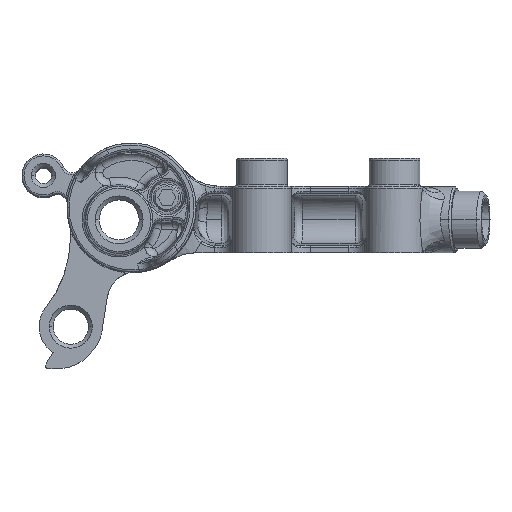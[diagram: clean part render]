
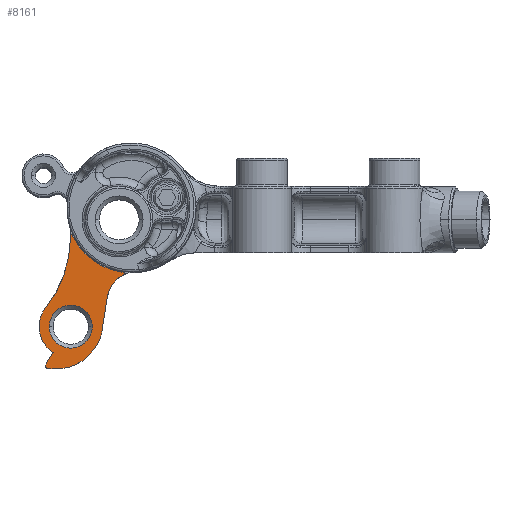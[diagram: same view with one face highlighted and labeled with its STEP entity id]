
A CAD part, top view. The second image highlights one B-rep face of the part: STEP entity #8161.
In plain terms, the highlighted face is planar.
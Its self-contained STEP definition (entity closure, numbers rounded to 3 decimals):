
#149 = LINE ( 'NONE', #34741, #7956 ) ;
#334 = DIRECTION ( 'NONE',  ( 0.541, -0.841, 0. ) ) ;
#713 = ORIENTED_EDGE ( 'NONE', *, *, #2681, .T. ) ;
#727 = DIRECTION ( 'NONE',  ( -1., 0., 0. ) ) ;
#848 = DIRECTION ( 'NONE',  ( 0., 0., -1. ) ) ;
#1290 = CIRCLE ( 'NONE', #9129, 0.25 ) ;
#1328 = CARTESIAN_POINT ( 'NONE',  ( 15.572, -30.502, 8.5 ) ) ;
#1430 = VERTEX_POINT ( 'NONE', #26524 ) ;
#1674 = ORIENTED_EDGE ( 'NONE', *, *, #8334, .T. ) ;
#2057 = DIRECTION ( 'NONE',  ( -1., 0., 0. ) ) ;
#2147 = ORIENTED_EDGE ( 'NONE', *, *, #7599, .T. ) ;
#2631 = DIRECTION ( 'NONE',  ( -1., 0., 0. ) ) ;
#2654 = CIRCLE ( 'NONE', #29686, 0.25 ) ;
#2664 = CARTESIAN_POINT ( 'NONE',  ( 21.742, -41.084, 8.5 ) ) ;
#2681 = EDGE_CURVE ( 'NONE', #7848, #35951, #28692, .T. ) ;
#2766 = VERTEX_POINT ( 'NONE', #2664 ) ;
#2983 = CARTESIAN_POINT ( 'NONE',  ( 15.645, -7.214, 8.5 ) ) ;
#2985 = CIRCLE ( 'NONE', #25449, 8.067 ) ;
#4293 = DIRECTION ( 'NONE',  ( -1., 0., 0. ) ) ;
#4548 = CARTESIAN_POINT ( 'NONE',  ( 7.872, -32.907, 8.5 ) ) ;
#5477 = CARTESIAN_POINT ( 'NONE',  ( 45.893, -7.486, 8.5 ) ) ;
#6357 = CARTESIAN_POINT ( 'NONE',  ( 21.65, -40.592, 8.5 ) ) ;
#6404 = CARTESIAN_POINT ( 'NONE',  ( 1.905, -16.641, 8.5 ) ) ;
#6463 = DIRECTION ( 'NONE',  ( -0.156, 0.988, 0. ) ) ;
#7038 = CIRCLE ( 'NONE', #17892, 30.25 ) ;
#7067 = FACE_OUTER_BOUND ( 'NONE', #19831, .T. ) ;
#7112 = EDGE_CURVE ( 'NONE', #18040, #26924, #2985, .T. ) ;
#7599 = EDGE_CURVE ( 'NONE', #33776, #10076, #31267, .T. ) ;
#7848 = VERTEX_POINT ( 'NONE', #6404 ) ;
#7897 = CARTESIAN_POINT ( 'NONE',  ( 21.65, -40.592, 8.5 ) ) ;
#7956 = VECTOR ( 'NONE', #334, 1000. ) ;
#8161 = ADVANCED_FACE ( 'NONE', ( #7067, #36561 ), #13891, .T. ) ;
#8243 = CARTESIAN_POINT ( 'NONE',  ( 15.395, -7.211, 8.5 ) ) ;
#8334 = EDGE_CURVE ( 'NONE', #31883, #2766, #20541, .T. ) ;
#8406 = DIRECTION ( 'NONE',  ( -1., 0., 0. ) ) ;
#8575 = ORIENTED_EDGE ( 'NONE', *, *, #20802, .T. ) ;
#8646 = VERTEX_POINT ( 'NONE', #2983 ) ;
#8945 = ORIENTED_EDGE ( 'NONE', *, *, #15109, .T. ) ;
#9129 = AXIS2_PLACEMENT_3D ( 'NONE', #18189, #848, #21045 ) ;
#9288 = DIRECTION ( 'NONE',  ( -1., 0., 0. ) ) ;
#10076 = VERTEX_POINT ( 'NONE', #10616 ) ;
#10326 = ORIENTED_EDGE ( 'NONE', *, *, #21126, .T. ) ;
#10616 = CARTESIAN_POINT ( 'NONE',  ( 6.188, -22.799, 8.5 ) ) ;
#10941 = CIRCLE ( 'NONE', #25410, 12. ) ;
#11174 = DIRECTION ( 'NONE',  ( -1., 0., 0. ) ) ;
#11186 = CARTESIAN_POINT ( 'NONE',  ( -1.22, -23.969, 8.5 ) ) ;
#12013 = CARTESIAN_POINT ( 'NONE',  ( 21.998, -25.624, 8.5 ) ) ;
#12459 = CARTESIAN_POINT ( 'NONE',  ( 15.168, -7.105, 8.5 ) ) ;
#12819 = EDGE_CURVE ( 'NONE', #1430, #8646, #17444, .T. ) ;
#13343 = DIRECTION ( 'NONE',  ( 0., 0., 1. ) ) ;
#13640 = AXIS2_PLACEMENT_3D ( 'NONE', #30348, #13343, #33235 ) ;
#13891 = PLANE ( 'NONE',  #21422 ) ;
#14128 = DIRECTION ( 'NONE',  ( -1., 0., 0. ) ) ;
#15109 = EDGE_CURVE ( 'NONE', #31850, #34184, #24445, .T. ) ;
#15745 = ORIENTED_EDGE ( 'NONE', *, *, #34158, .F. ) ;
#16140 = CARTESIAN_POINT ( 'NONE',  ( 15.395, -7.211, 8.5 ) ) ;
#16741 = DIRECTION ( 'NONE',  ( 0., 0., -1. ) ) ;
#16980 = CARTESIAN_POINT ( 'NONE',  ( 44.661, -7.503, 8.5 ) ) ;
#17213 = CARTESIAN_POINT ( 'NONE',  ( 10.072, -30.502, 8.5 ) ) ;
#17230 = CARTESIAN_POINT ( 'NONE',  ( 20.063, -37.204, 8.5 ) ) ;
#17374 = CARTESIAN_POINT ( 'NONE',  ( 21.072, -30.502, 8.5 ) ) ;
#17444 = CIRCLE ( 'NONE', #26149, 0.25 ) ;
#17597 = AXIS2_PLACEMENT_3D ( 'NONE', #11186, #31141, #14128 ) ;
#17624 = CIRCLE ( 'NONE', #31682, 29.018 ) ;
#17892 = AXIS2_PLACEMENT_3D ( 'NONE', #5477, #25509, #8406 ) ;
#18040 = VERTEX_POINT ( 'NONE', #12013 ) ;
#18079 = DIRECTION ( 'NONE',  ( 0., 0., -1. ) ) ;
#18189 = CARTESIAN_POINT ( 'NONE',  ( 1.934, -16.89, 8.5 ) ) ;
#18764 = CARTESIAN_POINT ( 'NONE',  ( 15.646, -7.893, 8.5 ) ) ;
#18976 = DIRECTION ( 'NONE',  ( -1., 0., 0. ) ) ;
#19374 = DIRECTION ( 'NONE',  ( 0., 0., 1. ) ) ;
#19757 = ORIENTED_EDGE ( 'NONE', *, *, #23670, .T. ) ;
#19821 = DIRECTION ( 'NONE',  ( -1., 0., 0. ) ) ;
#19822 = DIRECTION ( 'NONE',  ( -1., 0., 0. ) ) ;
#19831 = EDGE_LOOP ( 'NONE', ( #713, #10326, #20629, #15745, #25057, #26832, #21953, #1674, #19757, #36690, #2147, #21105, #8575 ) ) ;
#19913 = DIRECTION ( 'NONE',  ( 0., 0., -1. ) ) ;
#19946 = DIRECTION ( 'NONE',  ( 0., 0., 1. ) ) ;
#20066 = CARTESIAN_POINT ( 'NONE',  ( 0., 0., 8.5 ) ) ;
#20119 = VERTEX_POINT ( 'NONE', #18764 ) ;
#20213 = CARTESIAN_POINT ( 'NONE',  ( 7.604, -31.761, 8.5 ) ) ;
#20541 = CIRCLE ( 'NONE', #29060, 0.5 ) ;
#20556 = CIRCLE ( 'NONE', #24322, 5.5 ) ;
#20629 = ORIENTED_EDGE ( 'NONE', *, *, #12819, .T. ) ;
#20802 = EDGE_CURVE ( 'NONE', #24583, #7848, #1290, .T. ) ;
#20834 = CIRCLE ( 'NONE', #33931, 8.067 ) ;
#21045 = DIRECTION ( 'NONE',  ( -1., 0., 0. ) ) ;
#21105 = ORIENTED_EDGE ( 'NONE', *, *, #24848, .T. ) ;
#21126 = EDGE_CURVE ( 'NONE', #35951, #1430, #2654, .T. ) ;
#21422 = AXIS2_PLACEMENT_3D ( 'NONE', #7897, #16741, #36623 ) ;
#21500 = DIRECTION ( 'NONE',  ( 0., 0., -1. ) ) ;
#21655 = VERTEX_POINT ( 'NONE', #4548 ) ;
#21953 = ORIENTED_EDGE ( 'NONE', *, *, #30105, .T. ) ;
#23308 = CARTESIAN_POINT ( 'NONE',  ( 22.071, -40.321, 8.5 ) ) ;
#23670 = EDGE_CURVE ( 'NONE', #2766, #21655, #10941, .T. ) ;
#24322 = AXIS2_PLACEMENT_3D ( 'NONE', #36415, #19374, #2057 ) ;
#24445 = CIRCLE ( 'NONE', #13640, 5.5 ) ;
#24581 = EDGE_CURVE ( 'NONE', #18040, #20119, #17624, .T. ) ;
#24583 = VERTEX_POINT ( 'NONE', #36381 ) ;
#24848 = EDGE_CURVE ( 'NONE', #10076, #24583, #36759, .T. ) ;
#25057 = ORIENTED_EDGE ( 'NONE', *, *, #24581, .F. ) ;
#25410 = AXIS2_PLACEMENT_3D ( 'NONE', #36965, #19913, #2631 ) ;
#25449 = AXIS2_PLACEMENT_3D ( 'NONE', #35119, #18079, #727 ) ;
#25509 = DIRECTION ( 'NONE',  ( 0., 0., -1. ) ) ;
#25616 = AXIS2_PLACEMENT_3D ( 'NONE', #20066, #19946, #19821 ) ;
#26149 = AXIS2_PLACEMENT_3D ( 'NONE', #16140, #36017, #18976 ) ;
#26378 = DIRECTION ( 'NONE',  ( 0., 0., -1. ) ) ;
#26524 = CARTESIAN_POINT ( 'NONE',  ( 15.645, -7.211, 8.5 ) ) ;
#26832 = ORIENTED_EDGE ( 'NONE', *, *, #7112, .T. ) ;
#26924 = VERTEX_POINT ( 'NONE', #17230 ) ;
#28220 = DIRECTION ( 'NONE',  ( 0., 0., -1. ) ) ;
#28692 = CIRCLE ( 'NONE', #25616, 16.75 ) ;
#29060 = AXIS2_PLACEMENT_3D ( 'NONE', #6357, #26378, #9288 ) ;
#29352 = EDGE_CURVE ( 'NONE', #34184, #31850, #20556, .T. ) ;
#29686 = AXIS2_PLACEMENT_3D ( 'NONE', #8243, #28220, #11174 ) ;
#30105 = EDGE_CURVE ( 'NONE', #26924, #31883, #149, .T. ) ;
#30348 = CARTESIAN_POINT ( 'NONE',  ( 15.572, -30.502, 8.5 ) ) ;
#31141 = DIRECTION ( 'NONE',  ( 0., 0., 1. ) ) ;
#31267 = LINE ( 'NONE', #32383, #33052 ) ;
#31466 = ORIENTED_EDGE ( 'NONE', *, *, #29352, .T. ) ;
#31682 = AXIS2_PLACEMENT_3D ( 'NONE', #16980, #36868, #19822 ) ;
#31850 = VERTEX_POINT ( 'NONE', #17374 ) ;
#31883 = VERTEX_POINT ( 'NONE', #23308 ) ;
#32383 = CARTESIAN_POINT ( 'NONE',  ( 7.604, -31.761, 8.5 ) ) ;
#33052 = VECTOR ( 'NONE', #6463, 1000. ) ;
#33235 = DIRECTION ( 'NONE',  ( -1., 0., 0. ) ) ;
#33776 = VERTEX_POINT ( 'NONE', #20213 ) ;
#33931 = AXIS2_PLACEMENT_3D ( 'NONE', #1328, #21500, #4293 ) ;
#34158 = EDGE_CURVE ( 'NONE', #20119, #8646, #7038, .T. ) ;
#34184 = VERTEX_POINT ( 'NONE', #17213 ) ;
#34741 = CARTESIAN_POINT ( 'NONE',  ( 20.063, -37.204, 8.5 ) ) ;
#35119 = CARTESIAN_POINT ( 'NONE',  ( 15.572, -30.502, 8.5 ) ) ;
#35172 = EDGE_LOOP ( 'NONE', ( #31466, #8945 ) ) ;
#35951 = VERTEX_POINT ( 'NONE', #12459 ) ;
#36017 = DIRECTION ( 'NONE',  ( 0., 0., -1. ) ) ;
#36381 = CARTESIAN_POINT ( 'NONE',  ( 1.832, -17.118, 8.5 ) ) ;
#36415 = CARTESIAN_POINT ( 'NONE',  ( 15.572, -30.502, 8.5 ) ) ;
#36561 = FACE_BOUND ( 'NONE', #35172, .T. ) ;
#36623 = DIRECTION ( 'NONE',  ( -1., 0., 0. ) ) ;
#36690 = ORIENTED_EDGE ( 'NONE', *, *, #37045, .T. ) ;
#36759 = CIRCLE ( 'NONE', #17597, 7.5 ) ;
#36868 = DIRECTION ( 'NONE',  ( 0., 0., -1. ) ) ;
#36965 = CARTESIAN_POINT ( 'NONE',  ( 19.326, -29.329, 8.5 ) ) ;
#37045 = EDGE_CURVE ( 'NONE', #21655, #33776, #20834, .T. ) ;
